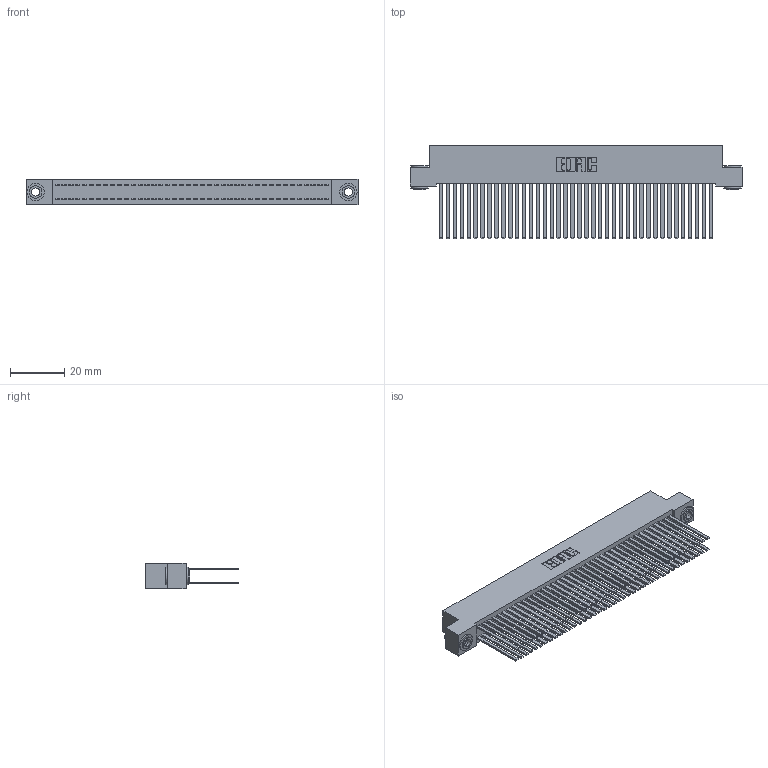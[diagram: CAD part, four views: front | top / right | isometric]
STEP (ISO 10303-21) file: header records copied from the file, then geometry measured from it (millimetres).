
FILE_DESCRIPTION (( 'STEP AP203' ), '1' );
FILE_NAME ('342-080-544-203.STEP', '2018-08-13T15:11:26', ( '' ), ( '' ), 'SwSTEP 2.0', 'SolidWorks 2016', '' );
FILE_SCHEMA (( 'CONFIG_CONTROL_DESIGN' ));
Length unit declared in the file: inch
Products named in the file (4): 342-080-544-203; 342 Part_.156 TH; 345-292-001_345-293-144; 342-250-002_345-250-002-102
Assembly tree (83 placements, depth 2):
  342-080-544-203
    342 Part_.156 TH
    345-292-001_345-293-144  x80
    342-250-002_345-250-002-102  x2
Bounding box: 121.92 x 34.3 x 9.4 mm (x, y, z)
Volume: 12089.3 mm3; surface area: 22948.8 mm2
Topology: 83 solids, 83 shells, 3828 faces, 11335 edges, 7446 vertices
Faces by surface type: plane 2636, cylinder 1184, cone 8
Entity records: 26326 total; most frequent: CARTESIAN_POINT 4337, ORIENTED_EDGE 4266, DIRECTION 3739, EDGE_CURVE 2133, VECTOR 1985, LINE 1985, VERTEX_POINT 1418, AXIS2_PLACEMENT_3D 877
